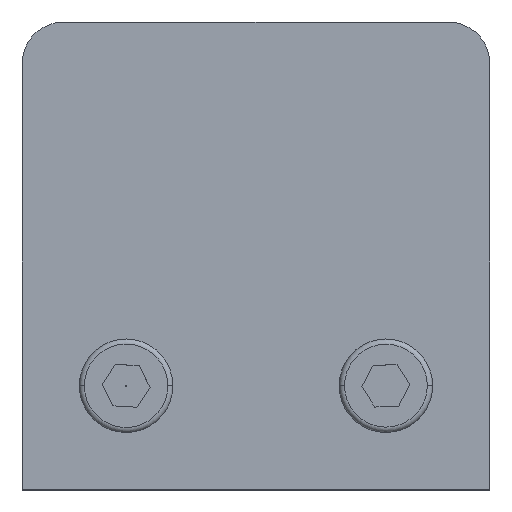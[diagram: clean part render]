
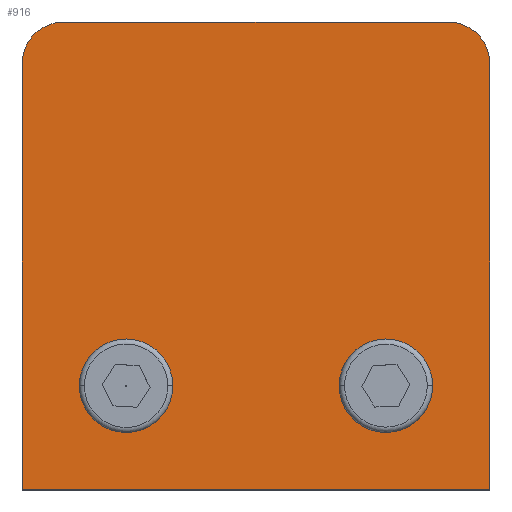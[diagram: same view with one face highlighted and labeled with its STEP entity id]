
A CAD part, top view. The second image highlights one B-rep face of the part: STEP entity #916.
In plain terms, the highlighted planar face has unit normal (0, 0, 1).
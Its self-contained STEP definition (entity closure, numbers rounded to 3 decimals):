
#9 = LINE ( 'NONE', #1154, #1697 ) ;
#31 = CARTESIAN_POINT ( 'NONE',  ( -42.5, -7.481, 20.75 ) ) ;
#71 = VERTEX_POINT ( 'NONE', #2985 ) ;
#155 = DIRECTION ( 'NONE',  ( 0., 1., 0. ) ) ;
#212 = DIRECTION ( 'NONE',  ( 0., 0., 1. ) ) ;
#261 = AXIS2_PLACEMENT_3D ( 'NONE', #3495, #998, #1773 ) ;
#267 = EDGE_CURVE ( 'NONE', #3233, #2843, #2193, .T. ) ;
#278 = VERTEX_POINT ( 'NONE', #2742 ) ;
#365 = LINE ( 'NONE', #31, #1290 ) ;
#402 = DIRECTION ( 'NONE',  ( 0., 0., 1. ) ) ;
#459 = CARTESIAN_POINT ( 'NONE',  ( -18.5, 33.5, 20.75 ) ) ;
#489 = LINE ( 'NONE', #2210, #1575 ) ;
#530 = ORIENTED_EDGE ( 'NONE', *, *, #3023, .F. ) ;
#600 = VERTEX_POINT ( 'NONE', #3025 ) ;
#609 = DIRECTION ( 'NONE',  ( 1., 0., 0. ) ) ;
#632 = VERTEX_POINT ( 'NONE', #833 ) ;
#669 = CIRCLE ( 'NONE', #1152, 4.5 ) ;
#745 = AXIS2_PLACEMENT_3D ( 'NONE', #2798, #2755, #1889 ) ;
#795 = EDGE_CURVE ( 'NONE', #1378, #2891, #2953, .T. ) ;
#833 = CARTESIAN_POINT ( 'NONE',  ( -22.5, -7.481, 20.75 ) ) ;
#916 = ADVANCED_FACE ( 'NONE', ( #1702, #1806, #2832 ), #3490, .F. ) ;
#956 = ORIENTED_EDGE ( 'NONE', *, *, #2457, .T. ) ;
#998 = DIRECTION ( 'NONE',  ( 0., 0., 1. ) ) ;
#1035 = CARTESIAN_POINT ( 'NONE',  ( 22.5, 33.5, 20.75 ) ) ;
#1087 = DIRECTION ( 'NONE',  ( 0., -1., 0. ) ) ;
#1152 = AXIS2_PLACEMENT_3D ( 'NONE', #2963, #402, #3263 ) ;
#1154 = CARTESIAN_POINT ( 'NONE',  ( 22.5, 37.5, 20.75 ) ) ;
#1266 = EDGE_LOOP ( 'NONE', ( #3015, #3308 ) ) ;
#1290 = VECTOR ( 'NONE', #609, 1000. ) ;
#1346 = DIRECTION ( 'NONE',  ( -1., 0., 0. ) ) ;
#1351 = DIRECTION ( 'NONE',  ( 0., 1., 0. ) ) ;
#1378 = VERTEX_POINT ( 'NONE', #2325 ) ;
#1396 = CARTESIAN_POINT ( 'NONE',  ( -22.5, 37.5, 20.75 ) ) ;
#1398 = VECTOR ( 'NONE', #1087, 1000. ) ;
#1400 = ORIENTED_EDGE ( 'NONE', *, *, #267, .T. ) ;
#1404 = CARTESIAN_POINT ( 'NONE',  ( 22.5, 37.5, 20.75 ) ) ;
#1415 = CARTESIAN_POINT ( 'NONE',  ( -18.5, 37.5, 20.75 ) ) ;
#1433 = EDGE_LOOP ( 'NONE', ( #1622, #2696, #530, #3609, #956, #1400 ) ) ;
#1575 = VECTOR ( 'NONE', #1346, 1000. ) ;
#1622 = ORIENTED_EDGE ( 'NONE', *, *, #3204, .T. ) ;
#1638 = CARTESIAN_POINT ( 'NONE',  ( 8., 2.5, 20.75 ) ) ;
#1697 = VECTOR ( 'NONE', #2292, 1000. ) ;
#1702 = FACE_BOUND ( 'NONE', #1266, .T. ) ;
#1773 = DIRECTION ( 'NONE',  ( 1., 0., 0. ) ) ;
#1806 = FACE_BOUND ( 'NONE', #2893, .T. ) ;
#1848 = EDGE_CURVE ( 'NONE', #2956, #600, #669, .T. ) ;
#1889 = DIRECTION ( 'NONE',  ( 1., 0., 0. ) ) ;
#1945 = CARTESIAN_POINT ( 'NONE',  ( 12.5, 2.5, 20.75 ) ) ;
#1998 = EDGE_CURVE ( 'NONE', #2891, #1378, #3476, .T. ) ;
#2171 = CIRCLE ( 'NONE', #261, 4.5 ) ;
#2176 = DIRECTION ( 'NONE',  ( 1., 0., 0. ) ) ;
#2193 = CIRCLE ( 'NONE', #2673, 4. ) ;
#2210 = CARTESIAN_POINT ( 'NONE',  ( 22.5, 37.5, 20.75 ) ) ;
#2266 = EDGE_CURVE ( 'NONE', #600, #2956, #2171, .T. ) ;
#2292 = DIRECTION ( 'NONE',  ( 0., -1., 0. ) ) ;
#2307 = EDGE_CURVE ( 'NONE', #2386, #71, #2709, .T. ) ;
#2325 = CARTESIAN_POINT ( 'NONE',  ( 17., 2.5, 20.75 ) ) ;
#2371 = DIRECTION ( 'NONE',  ( 0., 1., 0. ) ) ;
#2386 = VERTEX_POINT ( 'NONE', #1035 ) ;
#2457 = EDGE_CURVE ( 'NONE', #71, #3233, #489, .T. ) ;
#2555 = CARTESIAN_POINT ( 'NONE',  ( -17., 2.5, 20.75 ) ) ;
#2673 = AXIS2_PLACEMENT_3D ( 'NONE', #459, #212, #1351 ) ;
#2696 = ORIENTED_EDGE ( 'NONE', *, *, #3351, .T. ) ;
#2709 = CIRCLE ( 'NONE', #3600, 4. ) ;
#2742 = CARTESIAN_POINT ( 'NONE',  ( 22.5, -7.481, 20.75 ) ) ;
#2755 = DIRECTION ( 'NONE',  ( 0., 0., 1. ) ) ;
#2798 = CARTESIAN_POINT ( 'NONE',  ( 12.5, 2.5, 20.75 ) ) ;
#2832 = FACE_OUTER_BOUND ( 'NONE', #1433, .T. ) ;
#2839 = AXIS2_PLACEMENT_3D ( 'NONE', #1404, #3404, #2371 ) ;
#2843 = VERTEX_POINT ( 'NONE', #3048 ) ;
#2891 = VERTEX_POINT ( 'NONE', #1638 ) ;
#2893 = EDGE_LOOP ( 'NONE', ( #3366, #3347 ) ) ;
#2953 = CIRCLE ( 'NONE', #745, 4.5 ) ;
#2956 = VERTEX_POINT ( 'NONE', #2555 ) ;
#2963 = CARTESIAN_POINT ( 'NONE',  ( -12.5, 2.5, 20.75 ) ) ;
#2985 = CARTESIAN_POINT ( 'NONE',  ( 18.5, 37.5, 20.75 ) ) ;
#2995 = DIRECTION ( 'NONE',  ( 0., 0., 1. ) ) ;
#3015 = ORIENTED_EDGE ( 'NONE', *, *, #2266, .F. ) ;
#3017 = CARTESIAN_POINT ( 'NONE',  ( 18.5, 33.5, 20.75 ) ) ;
#3023 = EDGE_CURVE ( 'NONE', #2386, #278, #9, .T. ) ;
#3025 = CARTESIAN_POINT ( 'NONE',  ( -8., 2.5, 20.75 ) ) ;
#3048 = CARTESIAN_POINT ( 'NONE',  ( -22.5, 33.5, 20.75 ) ) ;
#3057 = DIRECTION ( 'NONE',  ( 0., 0., 1. ) ) ;
#3071 = AXIS2_PLACEMENT_3D ( 'NONE', #1945, #3057, #2176 ) ;
#3204 = EDGE_CURVE ( 'NONE', #2843, #632, #3344, .T. ) ;
#3233 = VERTEX_POINT ( 'NONE', #1415 ) ;
#3263 = DIRECTION ( 'NONE',  ( 1., 0., 0. ) ) ;
#3308 = ORIENTED_EDGE ( 'NONE', *, *, #1848, .F. ) ;
#3344 = LINE ( 'NONE', #1396, #1398 ) ;
#3347 = ORIENTED_EDGE ( 'NONE', *, *, #1998, .F. ) ;
#3351 = EDGE_CURVE ( 'NONE', #632, #278, #365, .T. ) ;
#3366 = ORIENTED_EDGE ( 'NONE', *, *, #795, .F. ) ;
#3404 = DIRECTION ( 'NONE',  ( 0., 0., -1. ) ) ;
#3476 = CIRCLE ( 'NONE', #3071, 4.5 ) ;
#3490 = PLANE ( 'NONE',  #2839 ) ;
#3495 = CARTESIAN_POINT ( 'NONE',  ( -12.5, 2.5, 20.75 ) ) ;
#3600 = AXIS2_PLACEMENT_3D ( 'NONE', #3017, #2995, #155 ) ;
#3609 = ORIENTED_EDGE ( 'NONE', *, *, #2307, .T. ) ;
